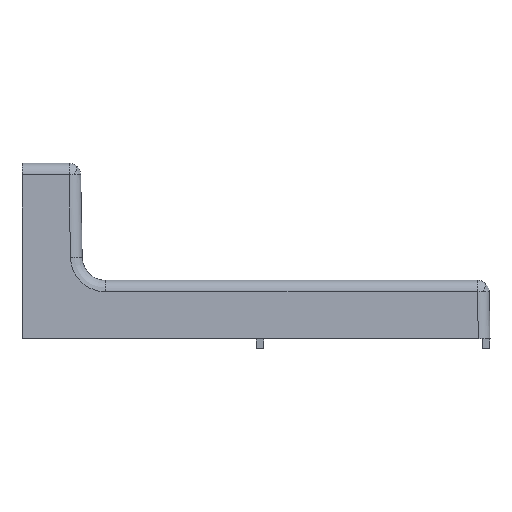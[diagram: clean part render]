
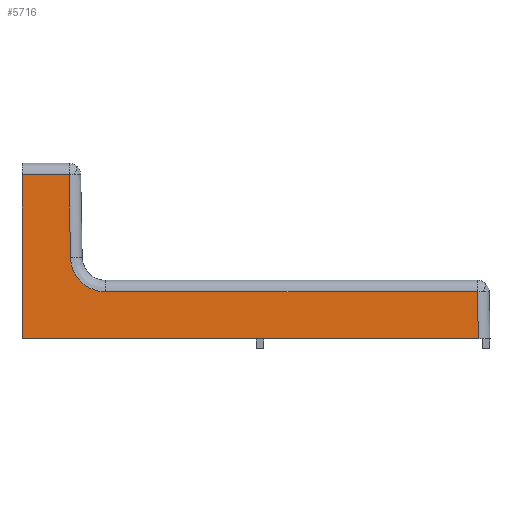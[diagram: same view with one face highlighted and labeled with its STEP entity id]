
A CAD part, top view. The second image highlights one B-rep face of the part: STEP entity #5716.
In plain terms, the highlighted planar face has unit normal (0, 0.018, 1).
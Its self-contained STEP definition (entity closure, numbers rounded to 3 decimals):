
#130 = ORIENTED_EDGE ( 'NONE', *, *, #6514, .T. ) ;
#546 = CARTESIAN_POINT ( 'NONE',  ( 18.504, 12.67, 13.877 ) ) ;
#593 = CARTESIAN_POINT ( 'NONE',  ( 14.685, 15.292, 13.831 ) ) ;
#641 = CARTESIAN_POINT ( 'NONE',  ( 12.933, 18.427, 13.776 ) ) ;
#804 = DIRECTION ( 'NONE',  ( 0., -1., 0.017 ) ) ;
#857 = CARTESIAN_POINT ( 'NONE',  ( 120.84, 12.137, 13.886 ) ) ;
#1613 = CARTESIAN_POINT ( 'NONE',  ( 18.334, 12.734, 13.876 ) ) ;
#1654 = CARTESIAN_POINT ( 'NONE',  ( 14.216, 15.902, 13.82 ) ) ;
#1698 = CARTESIAN_POINT ( 'NONE',  ( 12.738, 19.162, 13.764 ) ) ;
#1829 = PLANE ( 'NONE',  #7500 ) ;
#2006 = LINE ( 'NONE', #857, #13017 ) ;
#2093 = EDGE_CURVE ( 'NONE', #9724, #9686, #13351, .T. ) ;
#2175 = CARTESIAN_POINT ( 'NONE',  ( 0., 0., 14.098 ) ) ;
#2519 = VERTEX_POINT ( 'NONE', #8274 ) ;
#2630 = CARTESIAN_POINT ( 'NONE',  ( 20.885, 12.155, 13.886 ) ) ;
#2677 = CARTESIAN_POINT ( 'NONE',  ( 17.984, 12.871, 13.873 ) ) ;
#2721 = CARTESIAN_POINT ( 'NONE',  ( 14.082, 16.093, 13.817 ) ) ;
#2770 = CARTESIAN_POINT ( 'NONE',  ( 12.7, 19.34, 13.76 ) ) ;
#3350 = CARTESIAN_POINT ( 'NONE',  ( 0., 42.347, 13.359 ) ) ;
#3453 = ORIENTED_EDGE ( 'NONE', *, *, #11835, .T. ) ;
#3660 = ORIENTED_EDGE ( 'NONE', *, *, #8536, .T. ) ;
#3729 = CARTESIAN_POINT ( 'NONE',  ( 20.173, 12.245, 13.884 ) ) ;
#3778 = CARTESIAN_POINT ( 'NONE',  ( 17.109, 13.308, 13.866 ) ) ;
#3817 = CARTESIAN_POINT ( 'NONE',  ( 13.639, 16.794, 13.805 ) ) ;
#3856 = CARTESIAN_POINT ( 'NONE',  ( 12.577, 19.948, 13.75 ) ) ;
#4064 = VERTEX_POINT ( 'NONE', #4194 ) ;
#4194 = CARTESIAN_POINT ( 'NONE',  ( 21.57, 12.137, 13.886 ) ) ;
#4795 = CARTESIAN_POINT ( 'NONE',  ( 20.004, 12.273, 13.884 ) ) ;
#4836 = CARTESIAN_POINT ( 'NONE',  ( 16.785, 13.502, 13.862 ) ) ;
#4877 = CARTESIAN_POINT ( 'NONE',  ( 117.819, 0., 14.098 ) ) ;
#4884 = CARTESIAN_POINT ( 'NONE',  ( 13.293, 17.506, 13.792 ) ) ;
#4935 = CARTESIAN_POINT ( 'NONE',  ( 12.508, 21.042, 13.731 ) ) ;
#5032 = DIRECTION ( 'NONE',  ( 1., 0., 0. ) ) ;
#5037 = CARTESIAN_POINT ( 'NONE',  ( 117.608, 12.137, 13.886 ) ) ;
#5120 = VECTOR ( 'NONE', #8392, 1000. ) ;
#5196 = VERTEX_POINT ( 'NONE', #5909 ) ;
#5716 = ADVANCED_FACE ( 'NONE', ( #11515 ), #1829, .T. ) ;
#5753 = EDGE_CURVE ( 'NONE', #9530, #4064, #2006, .T. ) ;
#5850 = CARTESIAN_POINT ( 'NONE',  ( 19.65, 12.338, 13.883 ) ) ;
#5896 = CARTESIAN_POINT ( 'NONE',  ( 16.139, 13.918, 13.855 ) ) ;
#5909 = CARTESIAN_POINT ( 'NONE',  ( 12.508, 21.042, 13.731 ) ) ;
#5945 = CARTESIAN_POINT ( 'NONE',  ( 13.218, 17.679, 13.789 ) ) ;
#5980 = DIRECTION ( 'NONE',  ( -1., 0., 0. ) ) ;
#6134 = CARTESIAN_POINT ( 'NONE',  ( 120.84, 0., 14.098 ) ) ;
#6475 = ORIENTED_EDGE ( 'NONE', *, *, #2093, .T. ) ;
#6514 = EDGE_CURVE ( 'NONE', #9686, #10406, #11438, .T. ) ;
#6822 = VECTOR ( 'NONE', #5980, 1000. ) ;
#6886 = VECTOR ( 'NONE', #11237, 1000. ) ;
#6891 = CARTESIAN_POINT ( 'NONE',  ( 21.57, 12.137, 13.886 ) ) ;
#6938 = CARTESIAN_POINT ( 'NONE',  ( 18.743, 12.587, 13.878 ) ) ;
#6982 = CARTESIAN_POINT ( 'NONE',  ( 14.997, 14.952, 13.837 ) ) ;
#7029 = CARTESIAN_POINT ( 'NONE',  ( 13.079, 18.018, 13.783 ) ) ;
#7198 = DIRECTION ( 'NONE',  ( 0., -1., 0.017 ) ) ;
#7500 = AXIS2_PLACEMENT_3D ( 'NONE', #6134, #13542, #7198 ) ;
#7675 = EDGE_CURVE ( 'NONE', #10406, #9530, #12205, .T. ) ;
#7744 = VECTOR ( 'NONE', #804, 1000. ) ;
#7767 = EDGE_LOOP ( 'NONE', ( #3453, #6475, #130, #9627, #13119, #3660, #8956 ) ) ;
#7948 = B_SPLINE_CURVE_WITH_KNOTS ( 'NONE', 3,
 ( #6891, #7997, #2630, #10084, #3729, #11150, #4795, #12232, #5850, #13287, #6938, #546, #8038, #1613, #9087, #2677, #10135, #3778, #11192, #4836, #12284, #5896, #13326, #6982, #593, #8081, #1654, #9135, #2721, #10171, #3817, #11239, #4884, #12319, #5945, #13380, #7029, #641, #8126, #1698, #9172, #2770, #10223, #3856, #11285, #4935 ),
 .UNSPECIFIED., .F., .F.,
 ( 4, 1, 1, 1, 2, 2, 1, 1, 1, 2, 2, 1, 1, 2, 2, 2, 1, 1, 2, 2, 1, 1, 1, 2, 2, 1, 1, 1, 2, 2, 4 ),
 ( 0., 0.062, 0.094, 0.109, 0.117, 0.125, 0.187, 0.219, 0.234, 0.242, 0.25, 0.312, 0.344, 0.359, 0.375, 0.5, 0.562, 0.594, 0.609, 0.625, 0.687, 0.719, 0.734, 0.742, 0.75, 0.812, 0.844, 0.859, 0.867, 0.875, 1. ),
 .UNSPECIFIED. ) ;
#7997 = CARTESIAN_POINT ( 'NONE',  ( 21.295, 12.137, 13.886 ) ) ;
#8038 = CARTESIAN_POINT ( 'NONE',  ( 18.402, 12.708, 13.876 ) ) ;
#8081 = CARTESIAN_POINT ( 'NONE',  ( 14.352, 15.715, 13.824 ) ) ;
#8126 = CARTESIAN_POINT ( 'NONE',  ( 12.797, 18.915, 13.768 ) ) ;
#8274 = CARTESIAN_POINT ( 'NONE',  ( 12.136, 42.347, 13.359 ) ) ;
#8392 = DIRECTION ( 'NONE',  ( -0.017, 1., -0.017 ) ) ;
#8528 = CARTESIAN_POINT ( 'NONE',  ( 117.819, 0., 14.098 ) ) ;
#8536 = EDGE_CURVE ( 'NONE', #4064, #5196, #7948, .T. ) ;
#8624 = VECTOR ( 'NONE', #5032, 1000. ) ;
#8956 = ORIENTED_EDGE ( 'NONE', *, *, #9657, .T. ) ;
#9087 = CARTESIAN_POINT ( 'NONE',  ( 18.301, 12.747, 13.876 ) ) ;
#9135 = CARTESIAN_POINT ( 'NONE',  ( 14.127, 16.028, 13.818 ) ) ;
#9172 = CARTESIAN_POINT ( 'NONE',  ( 12.715, 19.268, 13.762 ) ) ;
#9530 = VERTEX_POINT ( 'NONE', #5037 ) ;
#9627 = ORIENTED_EDGE ( 'NONE', *, *, #7675, .T. ) ;
#9657 = EDGE_CURVE ( 'NONE', #5196, #2519, #10759, .T. ) ;
#9686 = VERTEX_POINT ( 'NONE', #2175 ) ;
#9724 = VERTEX_POINT ( 'NONE', #3350 ) ;
#10084 = CARTESIAN_POINT ( 'NONE',  ( 20.41, 12.209, 13.885 ) ) ;
#10135 = CARTESIAN_POINT ( 'NONE',  ( 17.572, 13.056, 13.87 ) ) ;
#10171 = CARTESIAN_POINT ( 'NONE',  ( 13.872, 16.407, 13.812 ) ) ;
#10223 = CARTESIAN_POINT ( 'NONE',  ( 12.692, 19.377, 13.76 ) ) ;
#10406 = VERTEX_POINT ( 'NONE', #8528 ) ;
#10606 = CARTESIAN_POINT ( 'NONE',  ( 12.508, 21.042, 13.731 ) ) ;
#10759 = LINE ( 'NONE', #10606, #5120 ) ;
#11150 = CARTESIAN_POINT ( 'NONE',  ( 20.071, 12.261, 13.884 ) ) ;
#11192 = CARTESIAN_POINT ( 'NONE',  ( 16.914, 13.424, 13.864 ) ) ;
#11237 = DIRECTION ( 'NONE',  ( -0.017, 1., -0.017 ) ) ;
#11239 = CARTESIAN_POINT ( 'NONE',  ( 13.403, 17.265, 13.797 ) ) ;
#11285 = CARTESIAN_POINT ( 'NONE',  ( 12.518, 20.492, 13.74 ) ) ;
#11438 = LINE ( 'NONE', #12461, #8624 ) ;
#11515 = FACE_OUTER_BOUND ( 'NONE', #7767, .T. ) ;
#11835 = EDGE_CURVE ( 'NONE', #2519, #9724, #12464, .T. ) ;
#12205 = LINE ( 'NONE', #4877, #6886 ) ;
#12232 = CARTESIAN_POINT ( 'NONE',  ( 19.972, 12.279, 13.884 ) ) ;
#12284 = CARTESIAN_POINT ( 'NONE',  ( 16.722, 13.542, 13.862 ) ) ;
#12319 = CARTESIAN_POINT ( 'NONE',  ( 13.248, 17.61, 13.791 ) ) ;
#12461 = CARTESIAN_POINT ( 'NONE',  ( 120.84, 0., 14.098 ) ) ;
#12464 = LINE ( 'NONE', #13407, #6822 ) ;
#13017 = VECTOR ( 'NONE', #13591, 1000. ) ;
#13119 = ORIENTED_EDGE ( 'NONE', *, *, #5753, .T. ) ;
#13287 = CARTESIAN_POINT ( 'NONE',  ( 19.227, 12.436, 13.881 ) ) ;
#13326 = CARTESIAN_POINT ( 'NONE',  ( 15.658, 14.303, 13.848 ) ) ;
#13351 = LINE ( 'NONE', #13528, #7744 ) ;
#13380 = CARTESIAN_POINT ( 'NONE',  ( 13.203, 17.716, 13.789 ) ) ;
#13407 = CARTESIAN_POINT ( 'NONE',  ( 120.84, 42.347, 13.359 ) ) ;
#13528 = CARTESIAN_POINT ( 'NONE',  ( 0., 42.347, 13.359 ) ) ;
#13542 = DIRECTION ( 'NONE',  ( 0., 0.017, 1. ) ) ;
#13591 = DIRECTION ( 'NONE',  ( -1., 0., 0. ) ) ;
